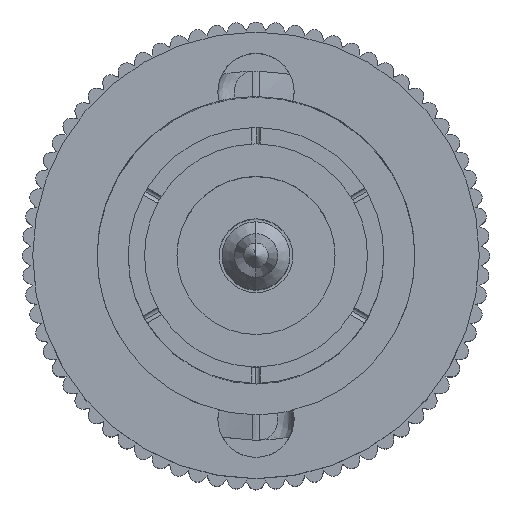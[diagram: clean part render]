
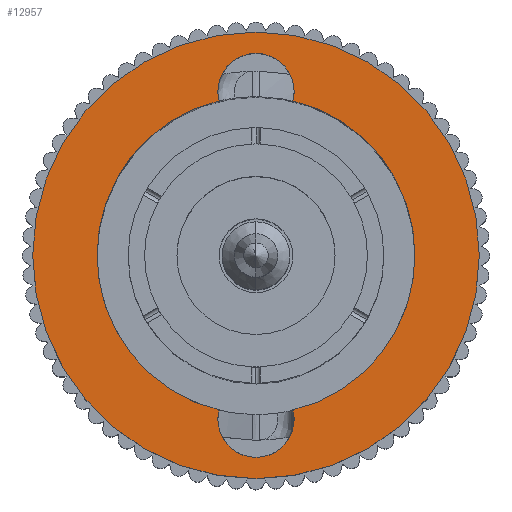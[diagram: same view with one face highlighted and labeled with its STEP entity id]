
A CAD part, top view. The second image highlights one B-rep face of the part: STEP entity #12957.
In plain terms, the highlighted planar face has unit normal (0, 0, 1).
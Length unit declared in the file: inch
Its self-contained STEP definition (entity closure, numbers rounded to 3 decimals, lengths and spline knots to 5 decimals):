
#78 = VERTEX_POINT ( 'NONE', #13065 ) ;
#99 = CARTESIAN_POINT ( 'NONE',  ( 0., -0.2, 0. ) ) ;
#168 = CIRCLE ( 'NONE', #6629, 0.194 ) ;
#215 = CIRCLE ( 'NONE', #8460, 0.0465 ) ;
#263 = CARTESIAN_POINT ( 'NONE',  ( 0., 0., 0. ) ) ;
#549 = CIRCLE ( 'NONE', #1674, 0.0465 ) ;
#581 = ORIENTED_EDGE ( 'NONE', *, *, #6135, .F. ) ;
#609 = EDGE_CURVE ( 'NONE', #11977, #3442, #3337, .T. ) ;
#993 = AXIS2_PLACEMENT_3D ( 'NONE', #8870, #3726, #3766 ) ;
#1338 = CARTESIAN_POINT ( 'NONE',  ( 0.0465, -0.2, 0. ) ) ;
#1399 = DIRECTION ( 'NONE',  ( 0., 0., 1. ) ) ;
#1417 = EDGE_CURVE ( 'NONE', #12481, #9861, #4242, .T. ) ;
#1674 = AXIS2_PLACEMENT_3D ( 'NONE', #5241, #1399, #8173 ) ;
#1911 = VERTEX_POINT ( 'NONE', #4446 ) ;
#1941 = DIRECTION ( 'NONE',  ( 0., 0., 1. ) ) ;
#1964 = ORIENTED_EDGE ( 'NONE', *, *, #13056, .F. ) ;
#2006 = DIRECTION ( 'NONE',  ( 0., 0., 1. ) ) ;
#2132 = DIRECTION ( 'NONE',  ( 0., 0., 1. ) ) ;
#2290 = CARTESIAN_POINT ( 'NONE',  ( -0.0451, 0.18868, 0. ) ) ;
#2329 = CARTESIAN_POINT ( 'NONE',  ( -0.0465, -0.2, 0. ) ) ;
#3000 = AXIS2_PLACEMENT_3D ( 'NONE', #7275, #1941, #5818 ) ;
#3237 = FACE_OUTER_BOUND ( 'NONE', #7050, .T. ) ;
#3250 = CIRCLE ( 'NONE', #993, 0.0465 ) ;
#3337 = CIRCLE ( 'NONE', #3000, 0.194 ) ;
#3367 = ORIENTED_EDGE ( 'NONE', *, *, #1417, .T. ) ;
#3373 = CARTESIAN_POINT ( 'NONE',  ( 0., 0., 0. ) ) ;
#3442 = VERTEX_POINT ( 'NONE', #11137 ) ;
#3506 = CARTESIAN_POINT ( 'NONE',  ( 0.2725, 0., 0. ) ) ;
#3726 = DIRECTION ( 'NONE',  ( 0., 0., 1. ) ) ;
#3766 = DIRECTION ( 'NONE',  ( 1., 0., 0. ) ) ;
#4029 = CARTESIAN_POINT ( 'NONE',  ( 0., 0., 0. ) ) ;
#4050 = DIRECTION ( 'NONE',  ( 1., 0., 0. ) ) ;
#4215 = CARTESIAN_POINT ( 'NONE',  ( 0.0451, -0.18868, 0. ) ) ;
#4230 = CARTESIAN_POINT ( 'NONE',  ( 0., 0.2, 0. ) ) ;
#4242 = CIRCLE ( 'NONE', #7733, 0.2725 ) ;
#4318 = CARTESIAN_POINT ( 'NONE',  ( -0.0465, 0.2, 0. ) ) ;
#4376 = EDGE_CURVE ( 'NONE', #10775, #78, #11709, .T. ) ;
#4446 = CARTESIAN_POINT ( 'NONE',  ( 0.0451, 0.18868, 0. ) ) ;
#4482 = EDGE_CURVE ( 'NONE', #3442, #1911, #168, .T. ) ;
#4487 = AXIS2_PLACEMENT_3D ( 'NONE', #4230, #11947, #12985 ) ;
#4506 = AXIS2_PLACEMENT_3D ( 'NONE', #8379, #6033, #10134 ) ;
#4648 = CARTESIAN_POINT ( 'NONE',  ( 0., 0.2, 0. ) ) ;
#4841 = AXIS2_PLACEMENT_3D ( 'NONE', #99, #9310, #10335 ) ;
#4925 = VERTEX_POINT ( 'NONE', #4318 ) ;
#5168 = CIRCLE ( 'NONE', #4506, 0.0465 ) ;
#5241 = CARTESIAN_POINT ( 'NONE',  ( 0., 0.2, 0. ) ) ;
#5455 = CARTESIAN_POINT ( 'NONE',  ( 0., 0., 0. ) ) ;
#5465 = ORIENTED_EDGE ( 'NONE', *, *, #11322, .F. ) ;
#5575 = CARTESIAN_POINT ( 'NONE',  ( -0.2725, 0., 0. ) ) ;
#5741 = ORIENTED_EDGE ( 'NONE', *, *, #4482, .F. ) ;
#5771 = CIRCLE ( 'NONE', #4487, 0.0465 ) ;
#5818 = DIRECTION ( 'NONE',  ( 1., 0., 0. ) ) ;
#5994 = PLANE ( 'NONE',  #6403 ) ;
#6033 = DIRECTION ( 'NONE',  ( 0., 0., 1. ) ) ;
#6135 = EDGE_CURVE ( 'NONE', #11528, #11929, #3250, .T. ) ;
#6344 = VERTEX_POINT ( 'NONE', #8992 ) ;
#6345 = DIRECTION ( 'NONE',  ( 1., 0., 0. ) ) ;
#6403 = AXIS2_PLACEMENT_3D ( 'NONE', #3506, #9721, #12878 ) ;
#6552 = ORIENTED_EDGE ( 'NONE', *, *, #4376, .F. ) ;
#6629 = AXIS2_PLACEMENT_3D ( 'NONE', #4029, #2006, #11851 ) ;
#6930 = CARTESIAN_POINT ( 'NONE',  ( 0.2725, 0., 0. ) ) ;
#7050 = EDGE_LOOP ( 'NONE', ( #3367, #12977 ) ) ;
#7099 = AXIS2_PLACEMENT_3D ( 'NONE', #13225, #9078, #4050 ) ;
#7275 = CARTESIAN_POINT ( 'NONE',  ( 0., 0., 0. ) ) ;
#7525 = CIRCLE ( 'NONE', #4841, 0.0465 ) ;
#7626 = ORIENTED_EDGE ( 'NONE', *, *, #12361, .F. ) ;
#7733 = AXIS2_PLACEMENT_3D ( 'NONE', #5455, #11060, #13061 ) ;
#7943 = DIRECTION ( 'NONE',  ( -1., 0., 0. ) ) ;
#8173 = DIRECTION ( 'NONE',  ( -1., 0., 0. ) ) ;
#8320 = DIRECTION ( 'NONE',  ( 1., 0., 0. ) ) ;
#8379 = CARTESIAN_POINT ( 'NONE',  ( 0., -0.2, 0. ) ) ;
#8460 = AXIS2_PLACEMENT_3D ( 'NONE', #4648, #8928, #7943 ) ;
#8685 = CIRCLE ( 'NONE', #7099, 0.194 ) ;
#8690 = CIRCLE ( 'NONE', #11085, 0.2725 ) ;
#8870 = CARTESIAN_POINT ( 'NONE',  ( 0., -0.2, 0. ) ) ;
#8896 = CARTESIAN_POINT ( 'NONE',  ( -0.0451, -0.18868, 0. ) ) ;
#8928 = DIRECTION ( 'NONE',  ( 0., 0., 1. ) ) ;
#8992 = CARTESIAN_POINT ( 'NONE',  ( 0.0465, 0.2, 0. ) ) ;
#9078 = DIRECTION ( 'NONE',  ( 0., 0., 1. ) ) ;
#9136 = ORIENTED_EDGE ( 'NONE', *, *, #9994, .F. ) ;
#9209 = ORIENTED_EDGE ( 'NONE', *, *, #609, .F. ) ;
#9310 = DIRECTION ( 'NONE',  ( 0., 0., 1. ) ) ;
#9721 = DIRECTION ( 'NONE',  ( 0., 0., 1. ) ) ;
#9861 = VERTEX_POINT ( 'NONE', #5575 ) ;
#9994 = EDGE_CURVE ( 'NONE', #11929, #11977, #5168, .T. ) ;
#10134 = DIRECTION ( 'NONE',  ( 1., 0., 0. ) ) ;
#10179 = EDGE_CURVE ( 'NONE', #6344, #4925, #549, .T. ) ;
#10335 = DIRECTION ( 'NONE',  ( 1., 0., 0. ) ) ;
#10615 = EDGE_CURVE ( 'NONE', #9861, #12481, #8690, .T. ) ;
#10775 = VERTEX_POINT ( 'NONE', #2290 ) ;
#10969 = DIRECTION ( 'NONE',  ( 0., 0., 1. ) ) ;
#11060 = DIRECTION ( 'NONE',  ( 0., 0., 1. ) ) ;
#11072 = ORIENTED_EDGE ( 'NONE', *, *, #12987, .F. ) ;
#11085 = AXIS2_PLACEMENT_3D ( 'NONE', #263, #10969, #6345 ) ;
#11113 = FACE_BOUND ( 'NONE', #13209, .T. ) ;
#11137 = CARTESIAN_POINT ( 'NONE',  ( 0.194, 0., 0. ) ) ;
#11322 = EDGE_CURVE ( 'NONE', #1911, #6344, #5771, .T. ) ;
#11528 = VERTEX_POINT ( 'NONE', #2329 ) ;
#11709 = CIRCLE ( 'NONE', #12421, 0.194 ) ;
#11851 = DIRECTION ( 'NONE',  ( 1., 0., 0. ) ) ;
#11929 = VERTEX_POINT ( 'NONE', #1338 ) ;
#11947 = DIRECTION ( 'NONE',  ( 0., 0., 1. ) ) ;
#11977 = VERTEX_POINT ( 'NONE', #4215 ) ;
#12361 = EDGE_CURVE ( 'NONE', #12661, #11528, #7525, .T. ) ;
#12421 = AXIS2_PLACEMENT_3D ( 'NONE', #3373, #2132, #8320 ) ;
#12481 = VERTEX_POINT ( 'NONE', #6930 ) ;
#12593 = ORIENTED_EDGE ( 'NONE', *, *, #10179, .F. ) ;
#12661 = VERTEX_POINT ( 'NONE', #8896 ) ;
#12878 = DIRECTION ( 'NONE',  ( 1., 0., 0. ) ) ;
#12957 = ADVANCED_FACE ( 'NONE', ( #11113, #3237 ), #5994, .T. ) ;
#12977 = ORIENTED_EDGE ( 'NONE', *, *, #10615, .T. ) ;
#12985 = DIRECTION ( 'NONE',  ( -1., 0., 0. ) ) ;
#12987 = EDGE_CURVE ( 'NONE', #78, #12661, #8685, .T. ) ;
#13056 = EDGE_CURVE ( 'NONE', #4925, #10775, #215, .T. ) ;
#13061 = DIRECTION ( 'NONE',  ( 1., 0., 0. ) ) ;
#13065 = CARTESIAN_POINT ( 'NONE',  ( -0.194, 0., 0. ) ) ;
#13209 = EDGE_LOOP ( 'NONE', ( #6552, #1964, #12593, #5465, #5741, #9209, #9136, #581, #7626, #11072 ) ) ;
#13225 = CARTESIAN_POINT ( 'NONE',  ( 0., 0., 0. ) ) ;
